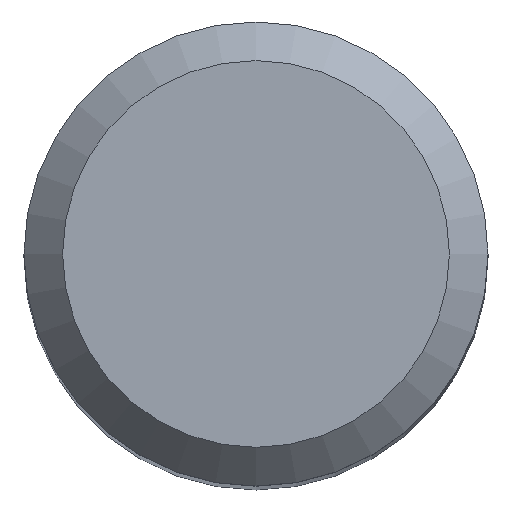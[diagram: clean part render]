
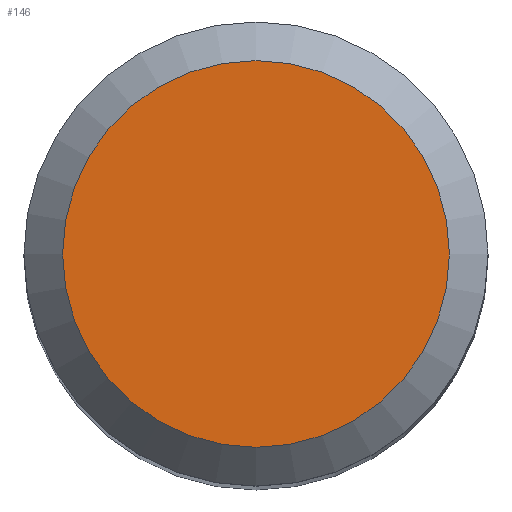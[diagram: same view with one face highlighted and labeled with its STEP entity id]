
A CAD part, top view. The second image highlights one B-rep face of the part: STEP entity #146.
In plain terms, the highlighted planar face has unit normal (0, 0, 1).
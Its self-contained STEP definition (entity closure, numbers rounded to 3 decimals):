
#18=PLANE('',#173);
#47=FACE_OUTER_BOUND('',#67,.T.);
#67=EDGE_LOOP('',(#127));
#88=CIRCLE('',#172,5.);
#100=VERTEX_POINT('',#261);
#112=EDGE_CURVE('',#100,#100,#88,.T.);
#127=ORIENTED_EDGE('',*,*,#112,.T.);
#146=ADVANCED_FACE('',(#47),#18,.F.);
#172=AXIS2_PLACEMENT_3D('',#262,#217,#218);
#173=AXIS2_PLACEMENT_3D('',#263,#219,#220);
#217=DIRECTION('center_axis',(0.,0.,1.));
#218=DIRECTION('ref_axis',(0.,-1.,0.));
#219=DIRECTION('center_axis',(0.,0.,-1.));
#220=DIRECTION('ref_axis',(0.,1.,0.));
#261=CARTESIAN_POINT('',(0.,5.,30.));
#262=CARTESIAN_POINT('Origin',(0.,0.,30.));
#263=CARTESIAN_POINT('Origin',(0.,0.,30.));
